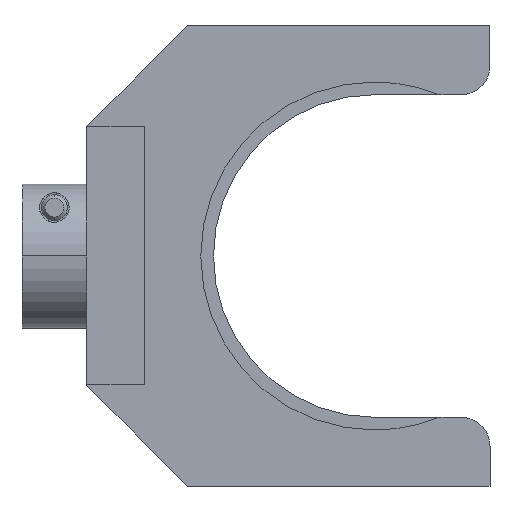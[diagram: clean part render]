
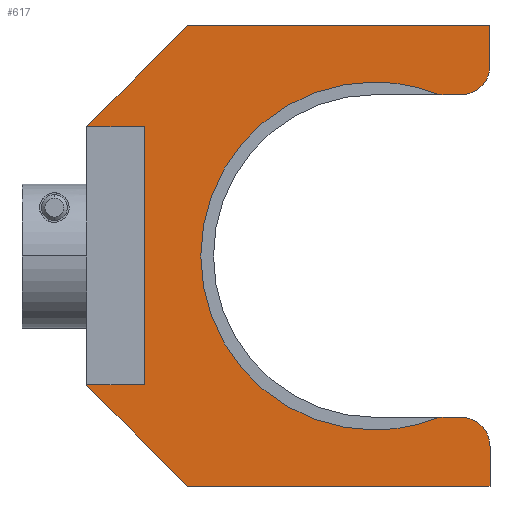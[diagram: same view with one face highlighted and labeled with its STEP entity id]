
A CAD part, front view. The second image highlights one B-rep face of the part: STEP entity #617.
In plain terms, the highlighted planar face has unit normal (0, -1, 0).
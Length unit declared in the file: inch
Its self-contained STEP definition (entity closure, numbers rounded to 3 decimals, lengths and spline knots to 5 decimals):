
#35 = CARTESIAN_POINT ( 'NONE',  ( 0.5, -0.0375, 1. ) ) ;
#38 = CARTESIAN_POINT ( 'NONE',  ( -1.25, -0.0375, -0.5625 ) ) ;
#51 = CARTESIAN_POINT ( 'NONE',  ( 0.5, -0.0375, -1. ) ) ;
#85 = VERTEX_POINT ( 'NONE', #310 ) ;
#109 = DIRECTION ( 'NONE',  ( -1., 0., 0. ) ) ;
#121 = CARTESIAN_POINT ( 'NONE',  ( 0., -0.0375, 0.7 ) ) ;
#126 = DIRECTION ( 'NONE',  ( 0.707, 0., -0.707 ) ) ;
#134 = CARTESIAN_POINT ( 'NONE',  ( 0.375, -0.0375, 0.7 ) ) ;
#144 = CARTESIAN_POINT ( 'NONE',  ( 0.5, -0.0375, -1. ) ) ;
#155 = CARTESIAN_POINT ( 'NONE',  ( 0.375, -0.0375, -0.825 ) ) ;
#156 = DIRECTION ( 'NONE',  ( 0., 1., 0. ) ) ;
#161 = DIRECTION ( 'NONE',  ( 0., 0., 1. ) ) ;
#164 = VERTEX_POINT ( 'NONE', #134 ) ;
#169 = VERTEX_POINT ( 'NONE', #284 ) ;
#170 = CARTESIAN_POINT ( 'NONE',  ( 0.5, -0.0375, 0.825 ) ) ;
#176 = VERTEX_POINT ( 'NONE', #308 ) ;
#191 = DIRECTION ( 'NONE',  ( 0., 0., 1. ) ) ;
#227 = VERTEX_POINT ( 'NONE', #51 ) ;
#238 = VERTEX_POINT ( 'NONE', #255 ) ;
#249 = DIRECTION ( 'NONE',  ( 0., -1., 0. ) ) ;
#255 = CARTESIAN_POINT ( 'NONE',  ( -0.8125, -0.0375, 1. ) ) ;
#278 = DIRECTION ( 'NONE',  ( -1., 0., 0. ) ) ;
#284 = CARTESIAN_POINT ( 'NONE',  ( 0., -0.0375, 0.755 ) ) ;
#301 = DIRECTION ( 'NONE',  ( 0., 0., -1. ) ) ;
#308 = CARTESIAN_POINT ( 'NONE',  ( 0.5, -0.0375, 1. ) ) ;
#310 = CARTESIAN_POINT ( 'NONE',  ( -0.8125, -0.0375, -1. ) ) ;
#316 = CARTESIAN_POINT ( 'NONE',  ( 0., -0.0375, 0. ) ) ;
#340 = DIRECTION ( 'NONE',  ( 1., 0., 0. ) ) ;
#392 = EDGE_CURVE ( 'NONE', #2237, #2228, #3142, .T. ) ;
#396 = EDGE_CURVE ( 'NONE', #227, #85, #3242, .T. ) ;
#399 = EDGE_CURVE ( 'NONE', #176, #2213, #3177, .T. ) ;
#402 = EDGE_CURVE ( 'NONE', #2252, #2234, #3186, .T. ) ;
#412 = EDGE_CURVE ( 'NONE', #164, #2217, #3251, .T. ) ;
#424 = EDGE_CURVE ( 'NONE', #238, #176, #3284, .T. ) ;
#434 = EDGE_CURVE ( 'NONE', #2242, #85, #3271, .T. ) ;
#448 = AXIS2_PLACEMENT_3D ( 'NONE', #316, #249, #191 ) ;
#458 = EDGE_CURVE ( 'NONE', #238, #2246, #3244, .T. ) ;
#467 = EDGE_CURVE ( 'NONE', #169, #2252, #2732, .T. ) ;
#511 = EDGE_CURVE ( 'NONE', #2228, #227, #2716, .T. ) ;
#523 = EDGE_CURVE ( 'NONE', #2217, #169, #2752, .T. ) ;
#535 = EDGE_CURVE ( 'NONE', #2213, #164, #2692, .T. ) ;
#569 = EDGE_CURVE ( 'NONE', #2234, #2237, #2736, .T. ) ;
#574 = EDGE_CURVE ( 'NONE', #2242, #2246, #2740, .T. ) ;
#575 = AXIS2_PLACEMENT_3D ( 'NONE', #155, #156, #161 ) ;
#578 = AXIS2_PLACEMENT_3D ( 'NONE', #909, #1004, #799 ) ;
#617 = ADVANCED_FACE ( 'NONE', ( #3415 ), #2967, .F. ) ;
#725 = CARTESIAN_POINT ( 'NONE',  ( -0.8125, -0.0375, 1. ) ) ;
#745 = DIRECTION ( 'NONE',  ( 0., -1., 0. ) ) ;
#764 = DIRECTION ( 'NONE',  ( 0., 0., -1. ) ) ;
#770 = DIRECTION ( 'NONE',  ( 0., 1., 0. ) ) ;
#774 = CARTESIAN_POINT ( 'NONE',  ( 0.5, -0.0375, -0.825 ) ) ;
#799 = DIRECTION ( 'NONE',  ( 0., 0., 1. ) ) ;
#800 = DIRECTION ( 'NONE',  ( 0., 0., 1. ) ) ;
#855 = DIRECTION ( 'NONE',  ( -0.707, 0., -0.707 ) ) ;
#884 = DIRECTION ( 'NONE',  ( 0., 0., -1. ) ) ;
#909 = CARTESIAN_POINT ( 'NONE',  ( 0., -0.0375, 0. ) ) ;
#924 = CARTESIAN_POINT ( 'NONE',  ( 0., -0.0375, 0. ) ) ;
#930 = CARTESIAN_POINT ( 'NONE',  ( 0.375, -0.0375, 0.825 ) ) ;
#1004 = DIRECTION ( 'NONE',  ( 0., -1., 0. ) ) ;
#1250 = AXIS2_PLACEMENT_3D ( 'NONE', #924, #745, #800 ) ;
#1364 = AXIS2_PLACEMENT_3D ( 'NONE', #930, #770, #764 ) ;
#1404 = AXIS2_PLACEMENT_3D ( 'NONE', #2970, #3061, #3056 ) ;
#1680 = CARTESIAN_POINT ( 'NONE',  ( -1.25, -0.0375, 1. ) ) ;
#1779 = CARTESIAN_POINT ( 'NONE',  ( 0., -0.0375, -0.7 ) ) ;
#1791 = DIRECTION ( 'NONE',  ( 0., 0., 1. ) ) ;
#1792 = DIRECTION ( 'NONE',  ( 1., 0., 0. ) ) ;
#2213 = VERTEX_POINT ( 'NONE', #3363 ) ;
#2217 = VERTEX_POINT ( 'NONE', #3391 ) ;
#2228 = VERTEX_POINT ( 'NONE', #3340 ) ;
#2234 = VERTEX_POINT ( 'NONE', #3370 ) ;
#2237 = VERTEX_POINT ( 'NONE', #3400 ) ;
#2242 = VERTEX_POINT ( 'NONE', #3394 ) ;
#2246 = VERTEX_POINT ( 'NONE', #3361 ) ;
#2252 = VERTEX_POINT ( 'NONE', #3369 ) ;
#2349 = ORIENTED_EDGE ( 'NONE', *, *, #535, .F. ) ;
#2379 = ORIENTED_EDGE ( 'NONE', *, *, #467, .F. ) ;
#2401 = ORIENTED_EDGE ( 'NONE', *, *, #424, .F. ) ;
#2407 = ORIENTED_EDGE ( 'NONE', *, *, #511, .F. ) ;
#2428 = ORIENTED_EDGE ( 'NONE', *, *, #574, .F. ) ;
#2436 = ORIENTED_EDGE ( 'NONE', *, *, #396, .F. ) ;
#2445 = ORIENTED_EDGE ( 'NONE', *, *, #569, .F. ) ;
#2468 = ORIENTED_EDGE ( 'NONE', *, *, #458, .T. ) ;
#2471 = EDGE_LOOP ( 'NONE', ( #3190, #2493, #2349, #2569, #2401, #2468, #2428, #2480, #2436, #2407, #2581, #2445, #2491, #2379 ) ) ;
#2480 = ORIENTED_EDGE ( 'NONE', *, *, #434, .T. ) ;
#2491 = ORIENTED_EDGE ( 'NONE', *, *, #402, .F. ) ;
#2493 = ORIENTED_EDGE ( 'NONE', *, *, #412, .F. ) ;
#2569 = ORIENTED_EDGE ( 'NONE', *, *, #399, .F. ) ;
#2581 = ORIENTED_EDGE ( 'NONE', *, *, #392, .F. ) ;
#2692 = CIRCLE ( 'NONE', #1364, 0.125 ) ;
#2715 = VECTOR ( 'NONE', #1791, 39.37008 ) ;
#2716 = LINE ( 'NONE', #774, #2757 ) ;
#2732 = CIRCLE ( 'NONE', #578, 0.755 ) ;
#2736 = LINE ( 'NONE', #1779, #2769 ) ;
#2740 = LINE ( 'NONE', #1680, #2715 ) ;
#2752 = CIRCLE ( 'NONE', #1250, 0.755 ) ;
#2757 = VECTOR ( 'NONE', #884, 39.37008 ) ;
#2769 = VECTOR ( 'NONE', #1792, 39.37008 ) ;
#2967 = PLANE ( 'NONE',  #1404 ) ;
#2970 = CARTESIAN_POINT ( 'NONE',  ( 0., -0.0375, 0. ) ) ;
#3056 = DIRECTION ( 'NONE',  ( 0., 0., 1. ) ) ;
#3061 = DIRECTION ( 'NONE',  ( 0., 1., 0. ) ) ;
#3142 = CIRCLE ( 'NONE', #575, 0.125 ) ;
#3155 = VECTOR ( 'NONE', #109, 39.37008 ) ;
#3173 = VECTOR ( 'NONE', #301, 39.37008 ) ;
#3174 = VECTOR ( 'NONE', #278, 39.37008 ) ;
#3177 = LINE ( 'NONE', #170, #3173 ) ;
#3186 = CIRCLE ( 'NONE', #448, 0.755 ) ;
#3190 = ORIENTED_EDGE ( 'NONE', *, *, #523, .F. ) ;
#3194 = VECTOR ( 'NONE', #340, 39.37008 ) ;
#3224 = VECTOR ( 'NONE', #126, 39.37008 ) ;
#3234 = VECTOR ( 'NONE', #855, 39.37008 ) ;
#3242 = LINE ( 'NONE', #144, #3174 ) ;
#3244 = LINE ( 'NONE', #725, #3234 ) ;
#3251 = LINE ( 'NONE', #121, #3155 ) ;
#3271 = LINE ( 'NONE', #38, #3224 ) ;
#3284 = LINE ( 'NONE', #35, #3194 ) ;
#3340 = CARTESIAN_POINT ( 'NONE',  ( 0.5, -0.0375, -0.825 ) ) ;
#3361 = CARTESIAN_POINT ( 'NONE',  ( -1.25, -0.0375, 0.5625 ) ) ;
#3363 = CARTESIAN_POINT ( 'NONE',  ( 0.5, -0.0375, 0.825 ) ) ;
#3369 = CARTESIAN_POINT ( 'NONE',  ( 0., -0.0375, -0.755 ) ) ;
#3370 = CARTESIAN_POINT ( 'NONE',  ( 0.28289, -0.0375, -0.7 ) ) ;
#3391 = CARTESIAN_POINT ( 'NONE',  ( 0.28289, -0.0375, 0.7 ) ) ;
#3394 = CARTESIAN_POINT ( 'NONE',  ( -1.25, -0.0375, -0.5625 ) ) ;
#3400 = CARTESIAN_POINT ( 'NONE',  ( 0.375, -0.0375, -0.7 ) ) ;
#3415 = FACE_OUTER_BOUND ( 'NONE', #2471, .T. ) ;
